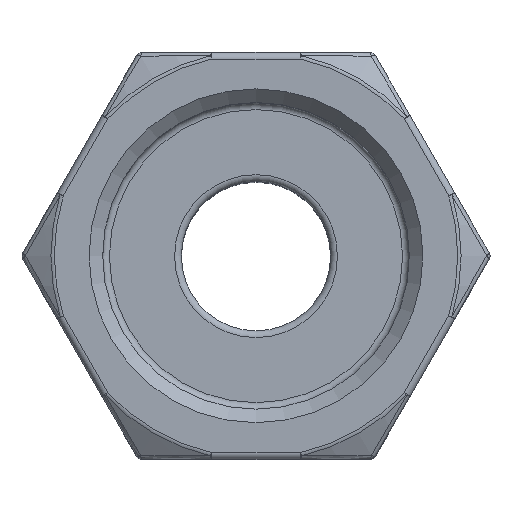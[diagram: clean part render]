
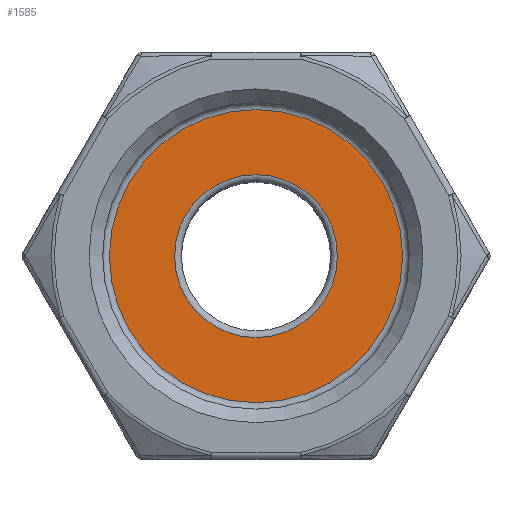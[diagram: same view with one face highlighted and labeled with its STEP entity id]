
A CAD part, top view. The second image highlights one B-rep face of the part: STEP entity #1585.
In plain terms, the highlighted planar face has unit normal (0, 0, 1).
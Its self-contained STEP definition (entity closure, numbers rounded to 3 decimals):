
#30=PLANE('',#1838);
#668=ORIENTED_EDGE('',*,*,#702,.T.);
#669=ORIENTED_EDGE('',*,*,#704,.T.);
#702=EDGE_CURVE('',#929,#929,#1048,.T.);
#704=EDGE_CURVE('',#931,#931,#1050,.T.);
#929=VERTEX_POINT('',#2367);
#931=VERTEX_POINT('',#2372);
#1048=CIRCLE('',#1607,10.8);
#1050=CIRCLE('',#1610,6.);
#1311=EDGE_LOOP('',(#668));
#1312=EDGE_LOOP('',(#669));
#1443=FACE_BOUND('',#1311,.T.);
#1444=FACE_BOUND('',#1312,.T.);
#1585=ADVANCED_FACE('',(#1443,#1444),#30,.F.);
#1607=AXIS2_PLACEMENT_3D('',#2366,#1850,#1851);
#1610=AXIS2_PLACEMENT_3D('',#2371,#1856,#1857);
#1838=AXIS2_PLACEMENT_3D('',#3447,#2348,#2349);
#1850=DIRECTION('',(0.,0.,1.));
#1851=DIRECTION('',(0.,1.,0.));
#1856=DIRECTION('',(0.,0.,-1.));
#1857=DIRECTION('',(0.,1.,0.));
#2348=DIRECTION('',(0.,0.,-1.));
#2349=DIRECTION('',(0.,1.,0.));
#2366=CARTESIAN_POINT('',(0.,0.,-14.));
#2367=CARTESIAN_POINT('',(0.,10.8,-14.));
#2371=CARTESIAN_POINT('',(0.,0.,-14.));
#2372=CARTESIAN_POINT('',(0.,6.,-14.));
#3447=CARTESIAN_POINT('',(0.,5.5,-14.));
